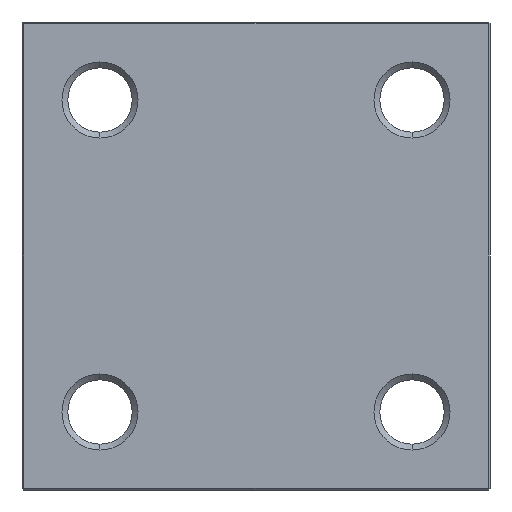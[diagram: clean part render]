
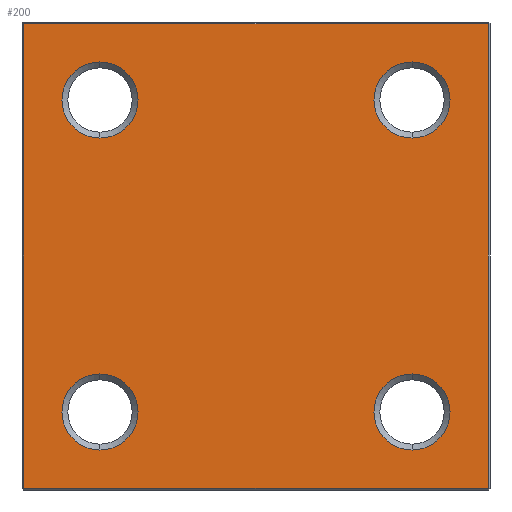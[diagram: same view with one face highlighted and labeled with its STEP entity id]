
A CAD part, front view. The second image highlights one B-rep face of the part: STEP entity #200.
In plain terms, the highlighted planar face has unit normal (0, -1, 0).
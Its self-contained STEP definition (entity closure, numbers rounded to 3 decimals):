
#1 = DIRECTION ( 'NONE',  ( 0., 1., 0. ) ) ;
#27 = EDGE_LOOP ( 'NONE', ( #1080, #1376 ) ) ;
#96 = CARTESIAN_POINT ( 'NONE',  ( 8., -8., -8. ) ) ;
#113 = VERTEX_POINT ( 'NONE', #583 ) ;
#115 = VERTEX_POINT ( 'NONE', #1409 ) ;
#117 = CARTESIAN_POINT ( 'NONE',  ( -8., -8., -8. ) ) ;
#151 = EDGE_CURVE ( 'NONE', #115, #1245, #727, .T. ) ;
#160 = EDGE_CURVE ( 'NONE', #1078, #1262, #663, .T. ) ;
#167 = CARTESIAN_POINT ( 'NONE',  ( -8., -8., -9.95 ) ) ;
#170 = ORIENTED_EDGE ( 'NONE', *, *, #579, .T. ) ;
#182 = CIRCLE ( 'NONE', #273, 1.95 ) ;
#200 = ADVANCED_FACE ( 'NONE', ( #699, #647, #643, #624, #623 ), #213, .F. ) ;
#213 = PLANE ( 'NONE',  #785 ) ;
#216 = EDGE_LOOP ( 'NONE', ( #766, #170 ) ) ;
#228 = DIRECTION ( 'NONE',  ( -1., 0., 0. ) ) ;
#255 = DIRECTION ( 'NONE',  ( -1., 0., 0. ) ) ;
#257 = CARTESIAN_POINT ( 'NONE',  ( 8., -8., 6.05 ) ) ;
#266 = CARTESIAN_POINT ( 'NONE',  ( 8., -8., -8. ) ) ;
#269 = AXIS2_PLACEMENT_3D ( 'NONE', #779, #1, #915 ) ;
#273 = AXIS2_PLACEMENT_3D ( 'NONE', #1525, #716, #1649 ) ;
#312 = CARTESIAN_POINT ( 'NONE',  ( -8., -8., -6.05 ) ) ;
#338 = ORIENTED_EDGE ( 'NONE', *, *, #873, .T. ) ;
#375 = EDGE_CURVE ( 'NONE', #1699, #1706, #421, .T. ) ;
#388 = AXIS2_PLACEMENT_3D ( 'NONE', #96, #1033, #228 ) ;
#395 = DIRECTION ( 'NONE',  ( -1., 0., 0. ) ) ;
#421 = CIRCLE ( 'NONE', #574, 1.95 ) ;
#427 = AXIS2_PLACEMENT_3D ( 'NONE', #1425, #606, #1542 ) ;
#456 = ORIENTED_EDGE ( 'NONE', *, *, #985, .T. ) ;
#468 = DIRECTION ( 'NONE',  ( -1., 0., 0. ) ) ;
#483 = EDGE_LOOP ( 'NONE', ( #1050, #456, #1526, #1168 ) ) ;
#489 = LINE ( 'NONE', #705, #724 ) ;
#493 = CARTESIAN_POINT ( 'NONE',  ( -8., -8., -8. ) ) ;
#559 = AXIS2_PLACEMENT_3D ( 'NONE', #493, #1447, #629 ) ;
#574 = AXIS2_PLACEMENT_3D ( 'NONE', #117, #1062, #255 ) ;
#579 = EDGE_CURVE ( 'NONE', #1475, #1400, #182, .T. ) ;
#583 = CARTESIAN_POINT ( 'NONE',  ( -11.9, -8., 11.9 ) ) ;
#606 = DIRECTION ( 'NONE',  ( 0., 1., 0. ) ) ;
#623 = FACE_OUTER_BOUND ( 'NONE', #483, .T. ) ;
#624 = FACE_BOUND ( 'NONE', #1219, .T. ) ;
#625 = AXIS2_PLACEMENT_3D ( 'NONE', #266, #1231, #395 ) ;
#626 = CARTESIAN_POINT ( 'NONE',  ( 8., -8., 8. ) ) ;
#627 = CARTESIAN_POINT ( 'NONE',  ( -11.9, -8., 12. ) ) ;
#629 = DIRECTION ( 'NONE',  ( -1., 0., 0. ) ) ;
#636 = CARTESIAN_POINT ( 'NONE',  ( 11.9, -8., 11.9 ) ) ;
#643 = FACE_BOUND ( 'NONE', #1344, .T. ) ;
#647 = FACE_BOUND ( 'NONE', #216, .T. ) ;
#663 = CIRCLE ( 'NONE', #427, 1.95 ) ;
#675 = CIRCLE ( 'NONE', #559, 1.95 ) ;
#680 = VECTOR ( 'NONE', #1005, 1000. ) ;
#699 = FACE_BOUND ( 'NONE', #27, .T. ) ;
#705 = CARTESIAN_POINT ( 'NONE',  ( 11.9, -8., 12. ) ) ;
#716 = DIRECTION ( 'NONE',  ( 0., 1., 0. ) ) ;
#724 = VECTOR ( 'NONE', #1512, 1000. ) ;
#727 = LINE ( 'NONE', #856, #680 ) ;
#756 = DIRECTION ( 'NONE',  ( -1., 0., 0. ) ) ;
#766 = ORIENTED_EDGE ( 'NONE', *, *, #1104, .T. ) ;
#779 = CARTESIAN_POINT ( 'NONE',  ( -8., -8., 8. ) ) ;
#785 = AXIS2_PLACEMENT_3D ( 'NONE', #1166, #1314, #468 ) ;
#790 = CIRCLE ( 'NONE', #625, 1.95 ) ;
#807 = CARTESIAN_POINT ( 'NONE',  ( -8., -8., 9.95 ) ) ;
#833 = CIRCLE ( 'NONE', #269, 1.95 ) ;
#856 = CARTESIAN_POINT ( 'NONE',  ( -12., -8., -11.9 ) ) ;
#867 = EDGE_CURVE ( 'NONE', #113, #115, #1210, .T. ) ;
#873 = EDGE_CURVE ( 'NONE', #1604, #1665, #1237, .T. ) ;
#888 = EDGE_CURVE ( 'NONE', #1706, #1699, #675, .T. ) ;
#915 = DIRECTION ( 'NONE',  ( -1., 0., 0. ) ) ;
#918 = AXIS2_PLACEMENT_3D ( 'NONE', #626, #1565, #756 ) ;
#947 = EDGE_CURVE ( 'NONE', #1262, #1078, #1143, .T. ) ;
#952 = ORIENTED_EDGE ( 'NONE', *, *, #947, .T. ) ;
#955 = CARTESIAN_POINT ( 'NONE',  ( 11.9, -8., -11.9 ) ) ;
#985 = EDGE_CURVE ( 'NONE', #1052, #113, #1163, .T. ) ;
#1005 = DIRECTION ( 'NONE',  ( 1., 0., 0. ) ) ;
#1032 = DIRECTION ( 'NONE',  ( -1., 0., 0. ) ) ;
#1033 = DIRECTION ( 'NONE',  ( 0., 1., 0. ) ) ;
#1050 = ORIENTED_EDGE ( 'NONE', *, *, #1307, .T. ) ;
#1052 = VERTEX_POINT ( 'NONE', #636 ) ;
#1062 = DIRECTION ( 'NONE',  ( 0., 1., 0. ) ) ;
#1078 = VERTEX_POINT ( 'NONE', #257 ) ;
#1080 = ORIENTED_EDGE ( 'NONE', *, *, #375, .T. ) ;
#1081 = ORIENTED_EDGE ( 'NONE', *, *, #160, .T. ) ;
#1089 = VECTOR ( 'NONE', #1032, 1000. ) ;
#1104 = EDGE_CURVE ( 'NONE', #1400, #1475, #833, .T. ) ;
#1125 = CARTESIAN_POINT ( 'NONE',  ( 8., -8., -6.05 ) ) ;
#1143 = CIRCLE ( 'NONE', #918, 1.95 ) ;
#1163 = LINE ( 'NONE', #1443, #1089 ) ;
#1166 = CARTESIAN_POINT ( 'NONE',  ( -12., -8., 12. ) ) ;
#1167 = EDGE_CURVE ( 'NONE', #1665, #1604, #790, .T. ) ;
#1168 = ORIENTED_EDGE ( 'NONE', *, *, #151, .T. ) ;
#1210 = LINE ( 'NONE', #627, #1256 ) ;
#1219 = EDGE_LOOP ( 'NONE', ( #338, #1324 ) ) ;
#1231 = DIRECTION ( 'NONE',  ( 0., 1., 0. ) ) ;
#1237 = CIRCLE ( 'NONE', #388, 1.95 ) ;
#1245 = VERTEX_POINT ( 'NONE', #955 ) ;
#1256 = VECTOR ( 'NONE', #1566, 1000. ) ;
#1262 = VERTEX_POINT ( 'NONE', #1394 ) ;
#1307 = EDGE_CURVE ( 'NONE', #1245, #1052, #489, .T. ) ;
#1314 = DIRECTION ( 'NONE',  ( 0., 1., 0. ) ) ;
#1324 = ORIENTED_EDGE ( 'NONE', *, *, #1167, .T. ) ;
#1344 = EDGE_LOOP ( 'NONE', ( #1081, #952 ) ) ;
#1376 = ORIENTED_EDGE ( 'NONE', *, *, #888, .T. ) ;
#1394 = CARTESIAN_POINT ( 'NONE',  ( 8., -8., 9.95 ) ) ;
#1400 = VERTEX_POINT ( 'NONE', #1712 ) ;
#1409 = CARTESIAN_POINT ( 'NONE',  ( -11.9, -8., -11.9 ) ) ;
#1414 = CARTESIAN_POINT ( 'NONE',  ( 8., -8., -9.95 ) ) ;
#1425 = CARTESIAN_POINT ( 'NONE',  ( 8., -8., 8. ) ) ;
#1443 = CARTESIAN_POINT ( 'NONE',  ( -12., -8., 11.9 ) ) ;
#1447 = DIRECTION ( 'NONE',  ( 0., 1., 0. ) ) ;
#1475 = VERTEX_POINT ( 'NONE', #807 ) ;
#1512 = DIRECTION ( 'NONE',  ( 0., 0., 1. ) ) ;
#1525 = CARTESIAN_POINT ( 'NONE',  ( -8., -8., 8. ) ) ;
#1526 = ORIENTED_EDGE ( 'NONE', *, *, #867, .T. ) ;
#1542 = DIRECTION ( 'NONE',  ( -1., 0., 0. ) ) ;
#1565 = DIRECTION ( 'NONE',  ( 0., 1., 0. ) ) ;
#1566 = DIRECTION ( 'NONE',  ( 0., 0., -1. ) ) ;
#1604 = VERTEX_POINT ( 'NONE', #1414 ) ;
#1649 = DIRECTION ( 'NONE',  ( -1., 0., 0. ) ) ;
#1665 = VERTEX_POINT ( 'NONE', #1125 ) ;
#1699 = VERTEX_POINT ( 'NONE', #167 ) ;
#1706 = VERTEX_POINT ( 'NONE', #312 ) ;
#1712 = CARTESIAN_POINT ( 'NONE',  ( -8., -8., 6.05 ) ) ;
